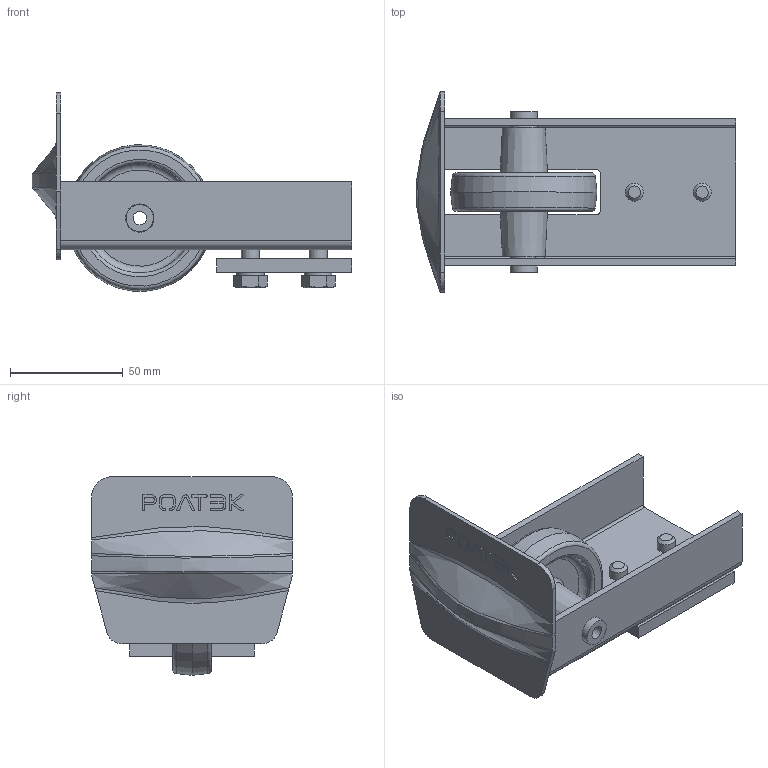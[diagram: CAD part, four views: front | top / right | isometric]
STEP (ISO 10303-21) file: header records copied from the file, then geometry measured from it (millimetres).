
FILE_DESCRIPTION(('STEP AP203'), '1');
FILE_NAME('ÐË024.05.00.000 Ðîëèê êîíöåâîé ñúåìíûé ÅÂÐÎ(ÎÁ)', '2015-09-28T12:02:17', (''), (''), 'ASCON STEP Converter 1.3', 'ASCON Math Kernel', '');
FILE_SCHEMA(('CONFIG_CONTROL_DESIGN'));
Length unit declared in the file: millimetre
Products named in the file (1): 倓024.05.00.0007
Bounding box: 141.75 x 89 x 87.91 mm (x, y, z)
Volume: 126774.8 mm3; surface area: 72396 mm2
Topology: 1 solids, 1 shells, 1075 faces, 3057 edges, 2027 vertices
Faces by surface type: cylinder 603, plane 438, bspline 14, torus 10, cone 10
Full cylindrical faces by diameter (mm): 6 x1, 8 x4, 9 x2, 12 x1, 12.2 x1, 12.5 x2
Entity records: 36524 total; most frequent: CARTESIAN_POINT 7496, DIRECTION 6345, ORIENTED_EDGE 6052, EDGE_CURVE 3026, AXIS2_PLACEMENT_3D 2313, VERTEX_POINT 2027, LINE 1719, VECTOR 1719
